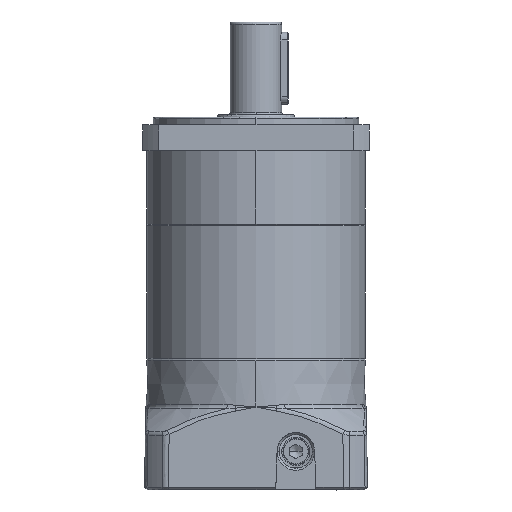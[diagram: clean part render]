
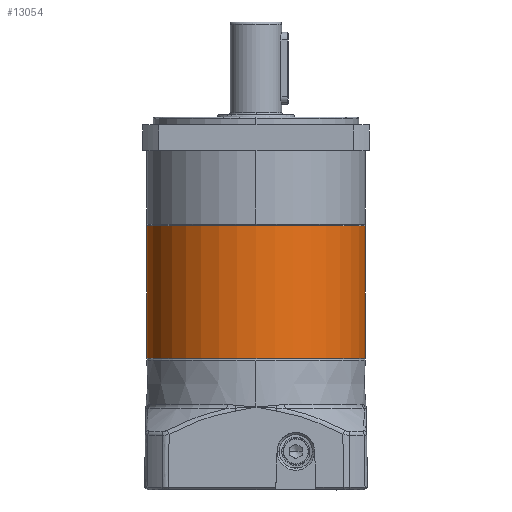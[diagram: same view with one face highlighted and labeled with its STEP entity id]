
A CAD part, left-side view. The second image highlights one B-rep face of the part: STEP entity #13054.
In plain terms, the highlighted cylindrical face has radius 42.5 mm (diameter 85 mm), a partial arc.
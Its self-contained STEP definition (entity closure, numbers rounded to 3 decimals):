
#1605 = EDGE_CURVE ( 'NONE', #27344, #9091, #45823, .T. ) ;
#1774 = CIRCLE ( 'NONE', #45838, 42.5 ) ;
#2290 = CARTESIAN_POINT ( 'NONE',  ( 0., 0.3, -42.5 ) ) ;
#3274 = ORIENTED_EDGE ( 'NONE', *, *, #24793, .T. ) ;
#3608 = ORIENTED_EDGE ( 'NONE', *, *, #44079, .T. ) ;
#3787 = DIRECTION ( 'NONE',  ( 0., -1., 0. ) ) ;
#5172 = DIRECTION ( 'NONE',  ( 0., -1., 0. ) ) ;
#5365 = VECTOR ( 'NONE', #46533, 1000. ) ;
#7015 = VERTEX_POINT ( 'NONE', #40695 ) ;
#7127 = CYLINDRICAL_SURFACE ( 'NONE', #47716, 42.5 ) ;
#7576 = CARTESIAN_POINT ( 'NONE',  ( 0., 0.3, 42.5 ) ) ;
#8153 = EDGE_CURVE ( 'NONE', #7015, #30712, #38312, .T. ) ;
#9091 = VERTEX_POINT ( 'NONE', #2290 ) ;
#10972 = DIRECTION ( 'NONE',  ( 0., -1., 0. ) ) ;
#13054 = ADVANCED_FACE ( 'NONE', ( #29081 ), #7127, .T. ) ;
#16191 = CARTESIAN_POINT ( 'NONE',  ( -42.5, 51.7, 0. ) ) ;
#17397 = CARTESIAN_POINT ( 'NONE',  ( 0., 52., 0. ) ) ;
#20160 = CARTESIAN_POINT ( 'NONE',  ( 0., 52., -42.5 ) ) ;
#20767 = CARTESIAN_POINT ( 'NONE',  ( 0., 0.3, 0. ) ) ;
#21465 = CARTESIAN_POINT ( 'NONE',  ( 0., 51.7, 0. ) ) ;
#22134 = EDGE_LOOP ( 'NONE', ( #23062, #3274, #3608, #24695, #22173 ) ) ;
#22169 = AXIS2_PLACEMENT_3D ( 'NONE', #35714, #10972, #39905 ) ;
#22173 = ORIENTED_EDGE ( 'NONE', *, *, #48821, .T. ) ;
#23062 = ORIENTED_EDGE ( 'NONE', *, *, #8153, .F. ) ;
#24695 = ORIENTED_EDGE ( 'NONE', *, *, #1605, .T. ) ;
#24793 = EDGE_CURVE ( 'NONE', #7015, #49261, #36953, .T. ) ;
#24945 = DIRECTION ( 'NONE',  ( 0., 0., -1. ) ) ;
#25640 = DIRECTION ( 'NONE',  ( 0., 0., -1. ) ) ;
#25879 = CARTESIAN_POINT ( 'NONE',  ( 0., 52., 42.5 ) ) ;
#27344 = VERTEX_POINT ( 'NONE', #46511 ) ;
#29081 = FACE_OUTER_BOUND ( 'NONE', #22134, .T. ) ;
#30712 = VERTEX_POINT ( 'NONE', #7576 ) ;
#34775 = VECTOR ( 'NONE', #3787, 1000. ) ;
#35714 = CARTESIAN_POINT ( 'NONE',  ( 0., 51.7, 0. ) ) ;
#36953 = CIRCLE ( 'NONE', #22169, 42.5 ) ;
#38312 = LINE ( 'NONE', #25879, #5365 ) ;
#39438 = CIRCLE ( 'NONE', #44637, 42.5 ) ;
#39905 = DIRECTION ( 'NONE',  ( 0., 0., -1. ) ) ;
#40695 = CARTESIAN_POINT ( 'NONE',  ( 0., 51.7, 42.5 ) ) ;
#44079 = EDGE_CURVE ( 'NONE', #49261, #27344, #39438, .T. ) ;
#44637 = AXIS2_PLACEMENT_3D ( 'NONE', #21465, #50427, #25640 ) ;
#45823 = LINE ( 'NONE', #20160, #34775 ) ;
#45838 = AXIS2_PLACEMENT_3D ( 'NONE', #20767, #49729, #24945 ) ;
#46511 = CARTESIAN_POINT ( 'NONE',  ( 0., 51.7, -42.5 ) ) ;
#46533 = DIRECTION ( 'NONE',  ( 0., -1., 0. ) ) ;
#47716 = AXIS2_PLACEMENT_3D ( 'NONE', #17397, #5172, #50513 ) ;
#48821 = EDGE_CURVE ( 'NONE', #9091, #30712, #1774, .T. ) ;
#49261 = VERTEX_POINT ( 'NONE', #16191 ) ;
#49729 = DIRECTION ( 'NONE',  ( 0., 1., 0. ) ) ;
#50427 = DIRECTION ( 'NONE',  ( 0., -1., 0. ) ) ;
#50513 = DIRECTION ( 'NONE',  ( 0., 0., -1. ) ) ;
